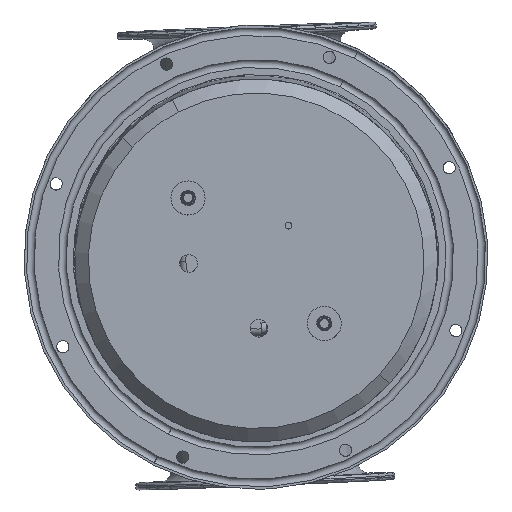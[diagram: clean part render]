
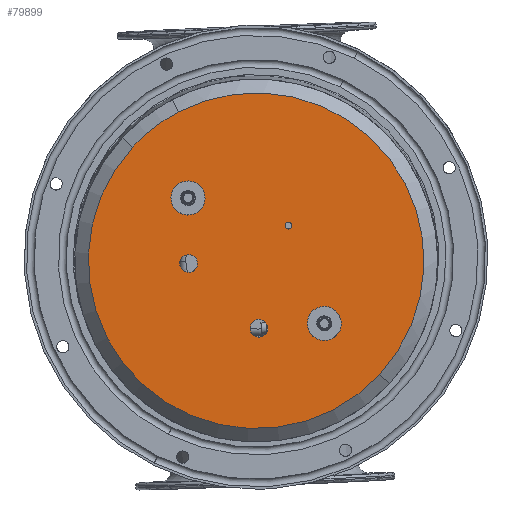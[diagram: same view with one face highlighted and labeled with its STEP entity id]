
A CAD part, front view. The second image highlights one B-rep face of the part: STEP entity #79899.
In plain terms, the highlighted planar face has unit normal (0, -1, -0.007).
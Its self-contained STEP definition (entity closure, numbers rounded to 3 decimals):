
#79486=CARTESIAN_POINT('Vertex',(22.091,-710.419,22.077)) ;
#79489=CARTESIAN_POINT('Axis2P3D Location',(23.93,-710.406,20.383)) ;
#79493=CARTESIAN_POINT('Vertex',(25.769,-710.392,18.69)) ;
#79514=CARTESIAN_POINT('Control Point',(25.769,-710.392,18.69)) ;
#79515=CARTESIAN_POINT('Control Point',(26.302,-710.397,19.268)) ;
#79516=CARTESIAN_POINT('Control Point',(26.607,-710.402,20.054)) ;
#79517=CARTESIAN_POINT('Control Point',(26.571,-710.409,20.931)) ;
#79518=CARTESIAN_POINT('Control Point',(25.833,-710.421,22.449)) ;
#79519=CARTESIAN_POINT('Control Point',(24.26,-710.426,23.06)) ;
#79520=CARTESIAN_POINT('Control Point',(23.382,-710.426,23.023)) ;
#79521=CARTESIAN_POINT('Control Point',(22.624,-710.423,22.655)) ;
#79522=CARTESIAN_POINT('Control Point',(22.091,-710.419,22.077)) ;
#79540=CARTESIAN_POINT('Vertex',(-42.74,-710.219,-7.13)) ;
#79544=CARTESIAN_POINT('Control Point',(-42.74,-710.219,-7.13)) ;
#79545=CARTESIAN_POINT('Control Point',(-42.782,-710.227,-6.11)) ;
#79546=CARTESIAN_POINT('Control Point',(-43.025,-710.234,-5.098)) ;
#79547=CARTESIAN_POINT('Control Point',(-43.465,-710.242,-4.147)) ;
#79548=CARTESIAN_POINT('Control Point',(-44.696,-710.255,-2.469)) ;
#79549=CARTESIAN_POINT('Control Point',(-46.47,-710.263,-1.381)) ;
#79550=CARTESIAN_POINT('Control Point',(-47.454,-710.266,-1.02)) ;
#79551=CARTESIAN_POINT('Control Point',(-49.51,-710.269,-0.703)) ;
#79552=CARTESIAN_POINT('Control Point',(-51.534,-710.266,-1.188)) ;
#79553=CARTESIAN_POINT('Control Point',(-52.485,-710.263,-1.628)) ;
#79554=CARTESIAN_POINT('Control Point',(-54.164,-710.255,-2.859)) ;
#79555=CARTESIAN_POINT('Control Point',(-55.252,-710.242,-4.633)) ;
#79556=CARTESIAN_POINT('Control Point',(-55.613,-710.234,-5.617)) ;
#79557=CARTESIAN_POINT('Control Point',(-55.771,-710.227,-6.645)) ;
#79558=CARTESIAN_POINT('Control Point',(-55.729,-710.219,-7.665)) ;
#79559=CARTESIAN_POINT('Vertex',(-55.729,-710.219,-7.665)) ;
#79579=CARTESIAN_POINT('Axis2P3D Location',(-49.235,-710.219,-7.398)) ;
#79600=CARTESIAN_POINT('Vertex',(-2.525,-709.88,-50.413)) ;
#79604=CARTESIAN_POINT('Control Point',(-2.525,-709.88,-50.413)) ;
#79605=CARTESIAN_POINT('Control Point',(-3.216,-709.874,-51.164)) ;
#79606=CARTESIAN_POINT('Control Point',(-3.76,-709.868,-52.051)) ;
#79607=CARTESIAN_POINT('Control Point',(-4.121,-709.86,-53.035)) ;
#79608=CARTESIAN_POINT('Control Point',(-4.438,-709.845,-55.091)) ;
#79609=CARTESIAN_POINT('Control Point',(-3.953,-709.829,-57.115)) ;
#79610=CARTESIAN_POINT('Control Point',(-3.513,-709.822,-58.066)) ;
#79611=CARTESIAN_POINT('Control Point',(-2.282,-709.809,-59.745)) ;
#79612=CARTESIAN_POINT('Control Point',(-0.508,-709.8,-60.833)) ;
#79613=CARTESIAN_POINT('Control Point',(0.476,-709.797,-61.194)) ;
#79614=CARTESIAN_POINT('Control Point',(2.532,-709.794,-61.51)) ;
#79615=CARTESIAN_POINT('Control Point',(4.556,-709.797,-61.026)) ;
#79616=CARTESIAN_POINT('Control Point',(5.507,-709.8,-60.585)) ;
#79617=CARTESIAN_POINT('Control Point',(6.347,-709.805,-59.97)) ;
#79618=CARTESIAN_POINT('Control Point',(7.038,-709.81,-59.219)) ;
#79619=CARTESIAN_POINT('Vertex',(7.038,-709.81,-59.219)) ;
#79639=CARTESIAN_POINT('Axis2P3D Location',(2.257,-709.845,-54.816)) ;
#79820=CARTESIAN_POINT('Axis2P3D Location',(0.221,-710.219,-5.362)) ;
#79825=CARTESIAN_POINT('Axis2P3D Location',(0.221,-710.219,-5.362)) ;
#79829=CARTESIAN_POINT('Vertex',(90.699,-709.562,-88.682)) ;
#79831=CARTESIAN_POINT('Vertex',(-56.671,-711.06,103.687)) ;
#79834=CARTESIAN_POINT('Axis2P3D Location',(0.221,-710.219,-5.362)) ;
#79838=CARTESIAN_POINT('Vertex',(-90.258,-710.876,77.959)) ;
#79841=CARTESIAN_POINT('Axis2P3D Location',(0.221,-710.219,-5.362)) ;
#79863=CARTESIAN_POINT('Axis2P3D Location',(-49.711,-710.581,40.62)) ;
#79867=CARTESIAN_POINT('Vertex',(-58.906,-710.648,49.088)) ;
#79869=CARTESIAN_POINT('Vertex',(-40.517,-710.515,32.153)) ;
#79872=CARTESIAN_POINT('Axis2P3D Location',(-49.711,-710.581,40.62)) ;
#79881=CARTESIAN_POINT('Axis2P3D Location',(50.153,-709.856,-51.344)) ;
#79885=CARTESIAN_POINT('Vertex',(40.958,-709.923,-42.876)) ;
#79887=CARTESIAN_POINT('Vertex',(59.348,-709.789,-59.811)) ;
#79890=CARTESIAN_POINT('Axis2P3D Location',(50.153,-709.856,-51.344)) ;
#79490=DIRECTION('Axis2P3D Direction',(0.,-1.,-0.008)) ;
#79580=DIRECTION('Axis2P3D Direction',(0.,-1.,-0.008)) ;
#79640=DIRECTION('Axis2P3D Direction',(0.,-1.,-0.008)) ;
#79821=DIRECTION('Axis2P3D Direction',(0.,-1.,-0.008)) ;
#79822=DIRECTION('Axis2P3D XDirection',(-0.736,-0.005,0.677)) ;
#79826=DIRECTION('Axis2P3D Direction',(0.,-1.,-0.008)) ;
#79835=DIRECTION('Axis2P3D Direction',(0.,-1.,-0.008)) ;
#79842=DIRECTION('Axis2P3D Direction',(0.,-1.,-0.008)) ;
#79864=DIRECTION('Axis2P3D Direction',(0.,-1.,-0.008)) ;
#79873=DIRECTION('Axis2P3D Direction',(0.,-1.,-0.008)) ;
#79882=DIRECTION('Axis2P3D Direction',(0.,-1.,-0.008)) ;
#79891=DIRECTION('Axis2P3D Direction',(0.,-1.,-0.008)) ;
#79491=AXIS2_PLACEMENT_3D('Circle Axis2P3D',#79489,#79490,$) ;
#79581=AXIS2_PLACEMENT_3D('Circle Axis2P3D',#79579,#79580,$) ;
#79641=AXIS2_PLACEMENT_3D('Circle Axis2P3D',#79639,#79640,$) ;
#79823=AXIS2_PLACEMENT_3D('Plane Axis2P3D',#79820,#79821,#79822) ;
#79827=AXIS2_PLACEMENT_3D('Circle Axis2P3D',#79825,#79826,$) ;
#79836=AXIS2_PLACEMENT_3D('Circle Axis2P3D',#79834,#79835,$) ;
#79843=AXIS2_PLACEMENT_3D('Circle Axis2P3D',#79841,#79842,$) ;
#79865=AXIS2_PLACEMENT_3D('Circle Axis2P3D',#79863,#79864,$) ;
#79874=AXIS2_PLACEMENT_3D('Circle Axis2P3D',#79872,#79873,$) ;
#79883=AXIS2_PLACEMENT_3D('Circle Axis2P3D',#79881,#79882,$) ;
#79892=AXIS2_PLACEMENT_3D('Circle Axis2P3D',#79890,#79891,$) ;
#79847=ORIENTED_EDGE('',*,*,#79833,.T.) ;
#79848=ORIENTED_EDGE('',*,*,#79840,.T.) ;
#79849=ORIENTED_EDGE('',*,*,#79845,.T.) ;
#79852=ORIENTED_EDGE('',*,*,#79495,.F.) ;
#79853=ORIENTED_EDGE('',*,*,#79523,.F.) ;
#79856=ORIENTED_EDGE('',*,*,#79561,.F.) ;
#79857=ORIENTED_EDGE('',*,*,#79583,.F.) ;
#79860=ORIENTED_EDGE('',*,*,#79621,.F.) ;
#79861=ORIENTED_EDGE('',*,*,#79643,.F.) ;
#79878=ORIENTED_EDGE('',*,*,#79871,.F.) ;
#79879=ORIENTED_EDGE('',*,*,#79876,.F.) ;
#79896=ORIENTED_EDGE('',*,*,#79889,.F.) ;
#79897=ORIENTED_EDGE('',*,*,#79894,.F.) ;
#79854=FACE_BOUND('',#79851,.T.) ;
#79858=FACE_BOUND('',#79855,.T.) ;
#79862=FACE_BOUND('',#79859,.T.) ;
#79880=FACE_BOUND('',#79877,.T.) ;
#79898=FACE_BOUND('',#79895,.T.) ;
#79899=ADVANCED_FACE('18',(#79850,#79854,#79858,#79862,#79880,#79898),#79824,.T.) ;
#79513=B_SPLINE_CURVE_WITH_KNOTS('',5,(#79514,#79515,#79516,#79517,#79518,#79519,#79520,#79521,#79522),.UNSPECIFIED.,.F.,.U.,(6,3,6),(-3.927,0.,3.927),.UNSPECIFIED.) ;
#79543=B_SPLINE_CURVE_WITH_KNOTS('',5,(#79544,#79545,#79546,#79547,#79548,#79549,#79550,#79551,#79552,#79553,#79554,#79555,#79556,#79557,#79558),.UNSPECIFIED.,.F.,.U.,(6,3,3,3,6),(-10.21,-5.105,0.,5.105,10.21),.UNSPECIFIED.) ;
#79603=B_SPLINE_CURVE_WITH_KNOTS('',5,(#79604,#79605,#79606,#79607,#79608,#79609,#79610,#79611,#79612,#79613,#79614,#79615,#79616,#79617,#79618),.UNSPECIFIED.,.F.,.U.,(6,3,3,3,6),(-10.21,-5.105,0.,5.105,10.21),.UNSPECIFIED.) ;
#79492=CIRCLE('generated circle',#79491,2.5) ;
#79582=CIRCLE('generated circle',#79581,6.5) ;
#79642=CIRCLE('generated circle',#79641,6.5) ;
#79828=CIRCLE('generated circle',#79827,123.) ;
#79837=CIRCLE('generated circle',#79836,123.) ;
#79844=CIRCLE('generated circle',#79843,123.) ;
#79866=CIRCLE('generated circle',#79865,12.5) ;
#79875=CIRCLE('generated circle',#79874,12.5) ;
#79884=CIRCLE('generated circle',#79883,12.5) ;
#79893=CIRCLE('generated circle',#79892,12.5) ;
#79495=EDGE_CURVE('',#79487,#79494,#79492,.T.) ;
#79523=EDGE_CURVE('',#79494,#79487,#79513,.T.) ;
#79561=EDGE_CURVE('',#79541,#79560,#79543,.T.) ;
#79583=EDGE_CURVE('',#79560,#79541,#79582,.T.) ;
#79621=EDGE_CURVE('',#79601,#79620,#79603,.T.) ;
#79643=EDGE_CURVE('',#79620,#79601,#79642,.T.) ;
#79833=EDGE_CURVE('',#79830,#79832,#79828,.T.) ;
#79840=EDGE_CURVE('',#79832,#79839,#79837,.T.) ;
#79845=EDGE_CURVE('',#79839,#79830,#79844,.T.) ;
#79871=EDGE_CURVE('',#79868,#79870,#79866,.T.) ;
#79876=EDGE_CURVE('',#79870,#79868,#79875,.T.) ;
#79889=EDGE_CURVE('',#79886,#79888,#79884,.T.) ;
#79894=EDGE_CURVE('',#79888,#79886,#79893,.T.) ;
#79846=EDGE_LOOP('',(#79847,#79848,#79849)) ;
#79851=EDGE_LOOP('',(#79852,#79853)) ;
#79855=EDGE_LOOP('',(#79856,#79857)) ;
#79859=EDGE_LOOP('',(#79860,#79861)) ;
#79877=EDGE_LOOP('',(#79878,#79879)) ;
#79895=EDGE_LOOP('',(#79896,#79897)) ;
#79850=FACE_OUTER_BOUND('',#79846,.T.) ;
#79824=PLANE('',#79823) ;
#79487=VERTEX_POINT('',#79486) ;
#79494=VERTEX_POINT('',#79493) ;
#79541=VERTEX_POINT('',#79540) ;
#79560=VERTEX_POINT('',#79559) ;
#79601=VERTEX_POINT('',#79600) ;
#79620=VERTEX_POINT('',#79619) ;
#79830=VERTEX_POINT('',#79829) ;
#79832=VERTEX_POINT('',#79831) ;
#79839=VERTEX_POINT('',#79838) ;
#79868=VERTEX_POINT('',#79867) ;
#79870=VERTEX_POINT('',#79869) ;
#79886=VERTEX_POINT('',#79885) ;
#79888=VERTEX_POINT('',#79887) ;
